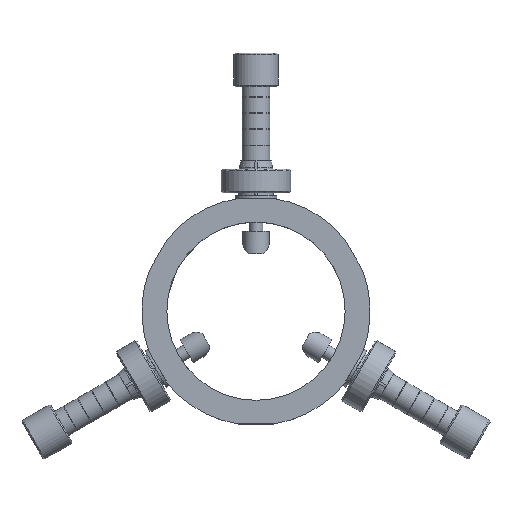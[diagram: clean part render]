
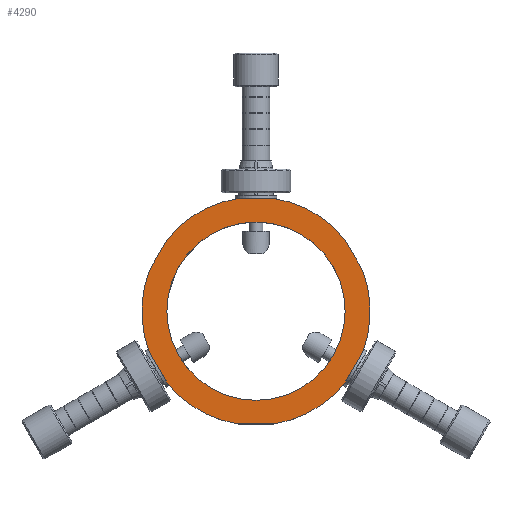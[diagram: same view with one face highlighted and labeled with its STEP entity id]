
A CAD part, top view. The second image highlights one B-rep face of the part: STEP entity #4290.
In plain terms, the highlighted planar face has unit normal (0, 0, 1).
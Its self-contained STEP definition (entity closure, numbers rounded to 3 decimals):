
#98 = LINE ( 'NONE', #11385, #5457 ) ;
#261 = EDGE_CURVE ( 'NONE', #12192, #11977, #4296, .T. ) ;
#494 = CARTESIAN_POINT ( 'NONE',  ( 0., 0., 0. ) ) ;
#501 = EDGE_CURVE ( 'NONE', #7803, #12192, #2335, .T. ) ;
#568 = LINE ( 'NONE', #8292, #2231 ) ;
#669 = CARTESIAN_POINT ( 'NONE',  ( 0., 0., 0. ) ) ;
#769 = ORIENTED_EDGE ( 'NONE', *, *, #501, .T. ) ;
#953 = VECTOR ( 'NONE', #6066, 1000. ) ;
#968 = CARTESIAN_POINT ( 'NONE',  ( 0., 0., 0. ) ) ;
#1075 = EDGE_CURVE ( 'NONE', #3497, #4069, #11599, .T. ) ;
#1180 = EDGE_CURVE ( 'NONE', #8559, #7803, #7851, .T. ) ;
#1181 = VERTEX_POINT ( 'NONE', #8919 ) ;
#1554 = AXIS2_PLACEMENT_3D ( 'NONE', #11952, #7754, #3284 ) ;
#1949 = VERTEX_POINT ( 'NONE', #12946 ) ;
#2005 = DIRECTION ( 'NONE',  ( 0., 0., 1. ) ) ;
#2086 = ORIENTED_EDGE ( 'NONE', *, *, #11754, .T. ) ;
#2147 = EDGE_CURVE ( 'NONE', #11164, #1949, #13167, .T. ) ;
#2231 = VECTOR ( 'NONE', #8392, 1000. ) ;
#2236 = CARTESIAN_POINT ( 'NONE',  ( 0., -32., 0. ) ) ;
#2313 = CARTESIAN_POINT ( 'NONE',  ( 0., 0., 0. ) ) ;
#2335 = LINE ( 'NONE', #7175, #11077 ) ;
#2605 = AXIS2_PLACEMENT_3D ( 'NONE', #6773, #3613, #8924 ) ;
#2613 = DIRECTION ( 'NONE',  ( 0., 0., 1. ) ) ;
#3268 = VERTEX_POINT ( 'NONE', #5404 ) ;
#3284 = DIRECTION ( 'NONE',  ( 0., 1., 0. ) ) ;
#3458 = DIRECTION ( 'NONE',  ( 0., 1., 0. ) ) ;
#3497 = VERTEX_POINT ( 'NONE', #2236 ) ;
#3613 = DIRECTION ( 'NONE',  ( 0., 0., 1. ) ) ;
#3639 = ORIENTED_EDGE ( 'NONE', *, *, #1180, .T. ) ;
#3777 = ORIENTED_EDGE ( 'NONE', *, *, #2147, .T. ) ;
#3858 = DIRECTION ( 'NONE',  ( -0.5, 0.866, 0. ) ) ;
#3963 = VECTOR ( 'NONE', #10957, 1000. ) ;
#4060 = DIRECTION ( 'NONE',  ( 0., 1., 0. ) ) ;
#4069 = VERTEX_POINT ( 'NONE', #6261 ) ;
#4290 = ADVANCED_FACE ( 'NONE', ( #10476, #13703 ), #4413, .T. ) ;
#4296 = CIRCLE ( 'NONE', #1554, 41. ) ;
#4346 = CIRCLE ( 'NONE', #5909, 41. ) ;
#4413 = PLANE ( 'NONE',  #9665 ) ;
#4439 = AXIS2_PLACEMENT_3D ( 'NONE', #968, #6233, #5239 ) ;
#4466 = DIRECTION ( 'NONE',  ( 0., 1., 0. ) ) ;
#4578 = ORIENTED_EDGE ( 'NONE', *, *, #12304, .T. ) ;
#4603 = CARTESIAN_POINT ( 'NONE',  ( -6.384, 40.5, 0. ) ) ;
#4653 = EDGE_CURVE ( 'NONE', #11191, #11164, #568, .T. ) ;
#5064 = CARTESIAN_POINT ( 'NONE',  ( -38.277, -14.694, 0. ) ) ;
#5239 = DIRECTION ( 'NONE',  ( 0., 1., 0. ) ) ;
#5318 = LINE ( 'NONE', #4603, #3963 ) ;
#5395 = EDGE_CURVE ( 'NONE', #4069, #3497, #8173, .T. ) ;
#5404 = CARTESIAN_POINT ( 'NONE',  ( -38.277, 14.694, 0. ) ) ;
#5457 = VECTOR ( 'NONE', #3858, 1000. ) ;
#5668 = LINE ( 'NONE', #13649, #953 ) ;
#5909 = AXIS2_PLACEMENT_3D ( 'NONE', #11732, #7288, #4060 ) ;
#5925 = DIRECTION ( 'NONE',  ( 0., 1., 0. ) ) ;
#6066 = DIRECTION ( 'NONE',  ( 1., 0., 0. ) ) ;
#6076 = VECTOR ( 'NONE', #7765, 1000. ) ;
#6194 = CARTESIAN_POINT ( 'NONE',  ( -31.863, -25.802, 0. ) ) ;
#6233 = DIRECTION ( 'NONE',  ( 0., 0., 1. ) ) ;
#6261 = CARTESIAN_POINT ( 'NONE',  ( 0., 32., 0. ) ) ;
#6773 = CARTESIAN_POINT ( 'NONE',  ( 0., 0., 0. ) ) ;
#6904 = VERTEX_POINT ( 'NONE', #12190 ) ;
#6982 = CARTESIAN_POINT ( 'NONE',  ( 31.863, -25.802, 0. ) ) ;
#7175 = CARTESIAN_POINT ( 'NONE',  ( 38.277, -14.694, 0. ) ) ;
#7288 = DIRECTION ( 'NONE',  ( 0., 0., 1. ) ) ;
#7308 = CARTESIAN_POINT ( 'NONE',  ( 6.384, -40.5, 0. ) ) ;
#7708 = CARTESIAN_POINT ( 'NONE',  ( 0., 0., 0. ) ) ;
#7741 = CARTESIAN_POINT ( 'NONE',  ( 38.277, 14.694, 0. ) ) ;
#7754 = DIRECTION ( 'NONE',  ( 0., 0., 1. ) ) ;
#7765 = DIRECTION ( 'NONE',  ( -0.5, -0.866, 0. ) ) ;
#7803 = VERTEX_POINT ( 'NONE', #6982 ) ;
#7851 = CIRCLE ( 'NONE', #12474, 41. ) ;
#7941 = EDGE_CURVE ( 'NONE', #6904, #8872, #13948, .T. ) ;
#7962 = EDGE_CURVE ( 'NONE', #3268, #11191, #4346, .T. ) ;
#7987 = DIRECTION ( 'NONE',  ( 0., 0., 1. ) ) ;
#8167 = CARTESIAN_POINT ( 'NONE',  ( -31.863, 25.802, 0. ) ) ;
#8173 = CIRCLE ( 'NONE', #10894, 32. ) ;
#8292 = CARTESIAN_POINT ( 'NONE',  ( -31.863, -25.802, 0. ) ) ;
#8307 = AXIS2_PLACEMENT_3D ( 'NONE', #669, #2613, #5925 ) ;
#8312 = CARTESIAN_POINT ( 'NONE',  ( 6.384, 40.5, 0. ) ) ;
#8392 = DIRECTION ( 'NONE',  ( 0.5, -0.866, 0. ) ) ;
#8458 = EDGE_CURVE ( 'NONE', #1949, #8559, #5668, .T. ) ;
#8497 = ORIENTED_EDGE ( 'NONE', *, *, #5395, .F. ) ;
#8559 = VERTEX_POINT ( 'NONE', #7308 ) ;
#8872 = VERTEX_POINT ( 'NONE', #8312 ) ;
#8877 = DIRECTION ( 'NONE',  ( 0., 1., 0. ) ) ;
#8919 = CARTESIAN_POINT ( 'NONE',  ( -6.384, 40.5, 0. ) ) ;
#8924 = DIRECTION ( 'NONE',  ( 0., 1., 0. ) ) ;
#9240 = ORIENTED_EDGE ( 'NONE', *, *, #12092, .T. ) ;
#9665 = AXIS2_PLACEMENT_3D ( 'NONE', #7708, #9899, #3458 ) ;
#9722 = ORIENTED_EDGE ( 'NONE', *, *, #11347, .T. ) ;
#9809 = DIRECTION ( 'NONE',  ( 0., 0., 1. ) ) ;
#9899 = DIRECTION ( 'NONE',  ( 0., 0., 1. ) ) ;
#10068 = VERTEX_POINT ( 'NONE', #8167 ) ;
#10103 = AXIS2_PLACEMENT_3D ( 'NONE', #2313, #9809, #4466 ) ;
#10108 = CARTESIAN_POINT ( 'NONE',  ( 38.277, -14.694, 0. ) ) ;
#10406 = LINE ( 'NONE', #10919, #6076 ) ;
#10476 = FACE_BOUND ( 'NONE', #13524, .T. ) ;
#10483 = ORIENTED_EDGE ( 'NONE', *, *, #4653, .T. ) ;
#10516 = DIRECTION ( 'NONE',  ( 0.5, 0.866, 0. ) ) ;
#10829 = ORIENTED_EDGE ( 'NONE', *, *, #7941, .T. ) ;
#10894 = AXIS2_PLACEMENT_3D ( 'NONE', #12594, #2005, #12546 ) ;
#10919 = CARTESIAN_POINT ( 'NONE',  ( -31.863, 25.802, 0. ) ) ;
#10957 = DIRECTION ( 'NONE',  ( -1., 0., 0. ) ) ;
#11029 = EDGE_LOOP ( 'NONE', ( #3777, #12481, #3639, #769, #12965, #4578, #10829, #9722, #2086, #9240, #11570, #10483 ) ) ;
#11077 = VECTOR ( 'NONE', #10516, 1000. ) ;
#11164 = VERTEX_POINT ( 'NONE', #6194 ) ;
#11191 = VERTEX_POINT ( 'NONE', #5064 ) ;
#11347 = EDGE_CURVE ( 'NONE', #8872, #1181, #5318, .T. ) ;
#11385 = CARTESIAN_POINT ( 'NONE',  ( 38.277, 14.694, 0. ) ) ;
#11570 = ORIENTED_EDGE ( 'NONE', *, *, #7962, .T. ) ;
#11599 = CIRCLE ( 'NONE', #10103, 32. ) ;
#11732 = CARTESIAN_POINT ( 'NONE',  ( 0., 0., 0. ) ) ;
#11754 = EDGE_CURVE ( 'NONE', #1181, #10068, #12645, .T. ) ;
#11952 = CARTESIAN_POINT ( 'NONE',  ( 0., 0., 0. ) ) ;
#11977 = VERTEX_POINT ( 'NONE', #7741 ) ;
#12092 = EDGE_CURVE ( 'NONE', #10068, #3268, #10406, .T. ) ;
#12190 = CARTESIAN_POINT ( 'NONE',  ( 31.863, 25.802, 0. ) ) ;
#12192 = VERTEX_POINT ( 'NONE', #10108 ) ;
#12304 = EDGE_CURVE ( 'NONE', #11977, #6904, #98, .T. ) ;
#12474 = AXIS2_PLACEMENT_3D ( 'NONE', #494, #7987, #8877 ) ;
#12481 = ORIENTED_EDGE ( 'NONE', *, *, #8458, .T. ) ;
#12512 = ORIENTED_EDGE ( 'NONE', *, *, #1075, .F. ) ;
#12546 = DIRECTION ( 'NONE',  ( 0., 1., 0. ) ) ;
#12594 = CARTESIAN_POINT ( 'NONE',  ( 0., 0., 0. ) ) ;
#12645 = CIRCLE ( 'NONE', #2605, 41. ) ;
#12946 = CARTESIAN_POINT ( 'NONE',  ( -6.384, -40.5, 0. ) ) ;
#12965 = ORIENTED_EDGE ( 'NONE', *, *, #261, .T. ) ;
#13167 = CIRCLE ( 'NONE', #8307, 41. ) ;
#13524 = EDGE_LOOP ( 'NONE', ( #8497, #12512 ) ) ;
#13649 = CARTESIAN_POINT ( 'NONE',  ( -6.384, -40.5, 0. ) ) ;
#13703 = FACE_OUTER_BOUND ( 'NONE', #11029, .T. ) ;
#13948 = CIRCLE ( 'NONE', #4439, 41. ) ;
